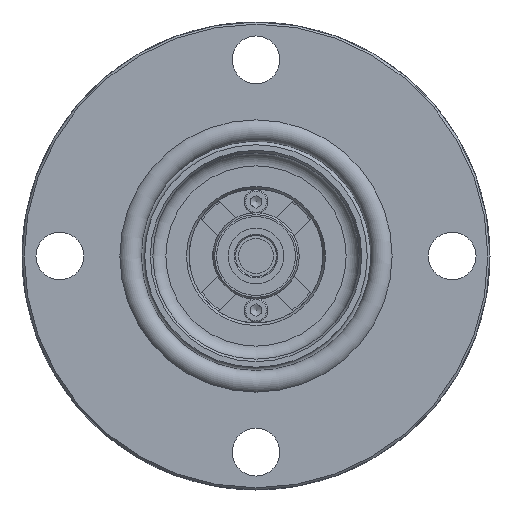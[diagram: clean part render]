
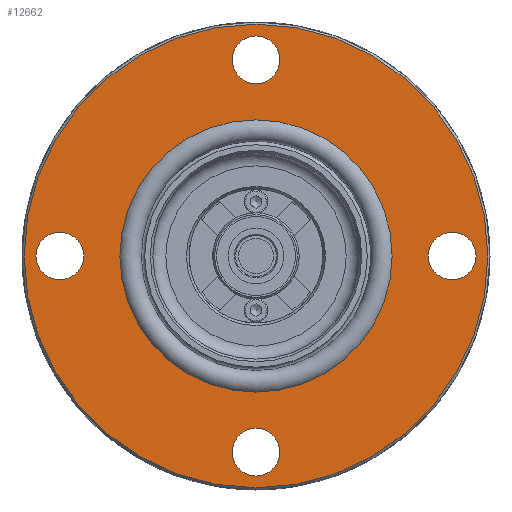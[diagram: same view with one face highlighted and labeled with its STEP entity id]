
A CAD part, left-side view. The second image highlights one B-rep face of the part: STEP entity #12662.
In plain terms, the highlighted planar face has unit normal (-1, 0, 0).
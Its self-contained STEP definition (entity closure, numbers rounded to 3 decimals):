
#556=FACE_BOUND('',#3990,.T.);
#557=FACE_BOUND('',#3991,.T.);
#558=FACE_BOUND('',#3992,.T.);
#559=FACE_BOUND('',#3993,.T.);
#560=FACE_BOUND('',#3994,.T.);
#713=PLANE('',#13496);
#989=CIRCLE('',#13497,53.475);
#990=CIRCLE('',#13498,31.4);
#991=CIRCLE('',#13499,31.4);
#992=CIRCLE('',#13500,5.5);
#993=CIRCLE('',#13501,5.5);
#994=CIRCLE('',#13502,5.5);
#995=CIRCLE('',#13503,5.5);
#3247=FACE_OUTER_BOUND('',#3989,.T.);
#3989=EDGE_LOOP('',(#8863));
#3990=EDGE_LOOP('',(#8864,#8865));
#3991=EDGE_LOOP('',(#8866));
#3992=EDGE_LOOP('',(#8867));
#3993=EDGE_LOOP('',(#8868));
#3994=EDGE_LOOP('',(#8869));
#5370=VERTEX_POINT('',#18202);
#5371=VERTEX_POINT('',#18204);
#5372=VERTEX_POINT('',#18205);
#5373=VERTEX_POINT('',#18208);
#5374=VERTEX_POINT('',#18210);
#5375=VERTEX_POINT('',#18212);
#5376=VERTEX_POINT('',#18214);
#6749=EDGE_CURVE('',#5370,#5370,#989,.T.);
#6750=EDGE_CURVE('',#5371,#5372,#990,.T.);
#6751=EDGE_CURVE('',#5372,#5371,#991,.T.);
#6752=EDGE_CURVE('',#5373,#5373,#992,.T.);
#6753=EDGE_CURVE('',#5374,#5374,#993,.T.);
#6754=EDGE_CURVE('',#5375,#5375,#994,.T.);
#6755=EDGE_CURVE('',#5376,#5376,#995,.T.);
#8863=ORIENTED_EDGE('',*,*,#6749,.F.);
#8864=ORIENTED_EDGE('',*,*,#6750,.T.);
#8865=ORIENTED_EDGE('',*,*,#6751,.T.);
#8866=ORIENTED_EDGE('',*,*,#6752,.T.);
#8867=ORIENTED_EDGE('',*,*,#6753,.T.);
#8868=ORIENTED_EDGE('',*,*,#6754,.T.);
#8869=ORIENTED_EDGE('',*,*,#6755,.T.);
#12662=ADVANCED_FACE('',(#3247,#556,#557,#558,#559,#560),#713,.T.);
#13496=AXIS2_PLACEMENT_3D('',#18201,#14760,#14761);
#13497=AXIS2_PLACEMENT_3D('',#18203,#14762,#14763);
#13498=AXIS2_PLACEMENT_3D('',#18206,#14764,#14765);
#13499=AXIS2_PLACEMENT_3D('',#18207,#14766,#14767);
#13500=AXIS2_PLACEMENT_3D('',#18209,#14768,#14769);
#13501=AXIS2_PLACEMENT_3D('',#18211,#14770,#14771);
#13502=AXIS2_PLACEMENT_3D('',#18213,#14772,#14773);
#13503=AXIS2_PLACEMENT_3D('',#18215,#14774,#14775);
#14760=DIRECTION('center_axis',(-1.,0.,0.));
#14761=DIRECTION('ref_axis',(0.,0.,1.));
#14762=DIRECTION('center_axis',(1.,0.,0.));
#14763=DIRECTION('ref_axis',(0.,-1.,0.));
#14764=DIRECTION('center_axis',(1.,0.,0.));
#14765=DIRECTION('ref_axis',(0.,0.,1.));
#14766=DIRECTION('center_axis',(1.,0.,0.));
#14767=DIRECTION('ref_axis',(0.,0.,1.));
#14768=DIRECTION('center_axis',(1.,0.,0.));
#14769=DIRECTION('ref_axis',(0.,1.,0.));
#14770=DIRECTION('center_axis',(1.,0.,0.));
#14771=DIRECTION('ref_axis',(0.,0.,-1.));
#14772=DIRECTION('center_axis',(1.,0.,0.));
#14773=DIRECTION('ref_axis',(0.,-1.,0.));
#14774=DIRECTION('center_axis',(1.,0.,0.));
#14775=DIRECTION('ref_axis',(0.,0.,1.));
#18201=CARTESIAN_POINT('Origin',(0.,0.,0.));
#18202=CARTESIAN_POINT('',(0.,53.475,0.));
#18203=CARTESIAN_POINT('Origin',(0.,0.,0.));
#18204=CARTESIAN_POINT('',(0.,0.,31.4));
#18205=CARTESIAN_POINT('',(0.,0.,-31.4));
#18206=CARTESIAN_POINT('Origin',(0.,0.,0.));
#18207=CARTESIAN_POINT('Origin',(0.,0.,0.));
#18208=CARTESIAN_POINT('',(0.,39.75,0.));
#18209=CARTESIAN_POINT('Origin',(0.,45.25,0.));
#18210=CARTESIAN_POINT('',(0.,0.,-39.75));
#18211=CARTESIAN_POINT('Origin',(0.,0.,-45.25));
#18212=CARTESIAN_POINT('',(0.,-39.75,0.));
#18213=CARTESIAN_POINT('Origin',(0.,-45.25,0.));
#18214=CARTESIAN_POINT('',(0.,0.,39.75));
#18215=CARTESIAN_POINT('Origin',(0.,0.,45.25));
